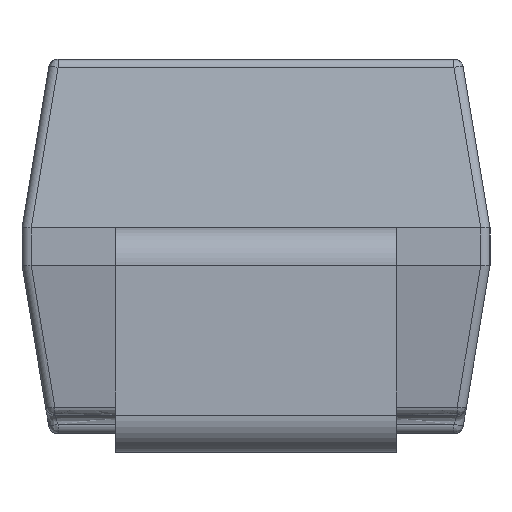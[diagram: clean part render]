
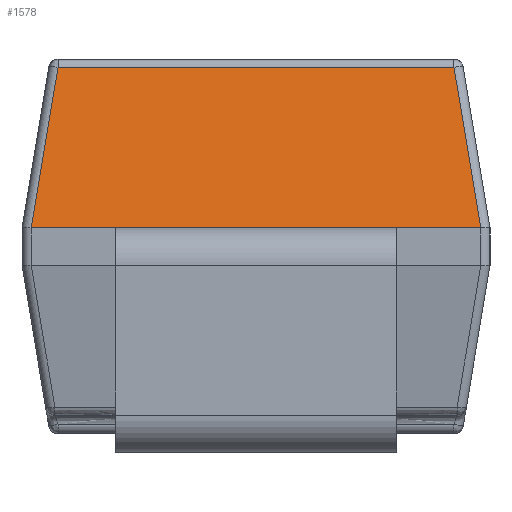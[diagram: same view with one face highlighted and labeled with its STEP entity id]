
A CAD part, left-side view. The second image highlights one B-rep face of the part: STEP entity #1578.
In plain terms, the highlighted free-form (B-spline) face has degree [1, 1] with [2, 2] control points.
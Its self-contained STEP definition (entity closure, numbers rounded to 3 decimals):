
#1165 = VERTEX_POINT('',#1166);
#1166 = CARTESIAN_POINT('',(-2.15,0.75,1.202));
#1173 = EDGE_CURVE('',#1165,#1174,#1176,.T.);
#1174 = VERTEX_POINT('',#1175);
#1175 = CARTESIAN_POINT('',(-2.15,1.2,1.202));
#1176 = B_SPLINE_CURVE_WITH_KNOTS('',1,(#1177,#1178),.UNSPECIFIED.,.F.,
  .F.,(2,2),(-0.5,-0.05),.PIECEWISE_BEZIER_KNOTS.);
#1177 = CARTESIAN_POINT('',(-2.15,0.75,1.202));
#1178 = CARTESIAN_POINT('',(-2.15,1.2,1.202));
#1475 = VERTEX_POINT('',#1476);
#1476 = CARTESIAN_POINT('',(-2.15,-0.75,1.202));
#1489 = VERTEX_POINT('',#1490);
#1490 = CARTESIAN_POINT('',(-2.15,-1.2,1.202));
#1495 = EDGE_CURVE('',#1489,#1475,#1496,.T.);
#1496 = B_SPLINE_CURVE_WITH_KNOTS('',1,(#1497,#1498),.UNSPECIFIED.,.F.,
  .F.,(2,2),(-2.45,-2.),.PIECEWISE_BEZIER_KNOTS.);
#1497 = CARTESIAN_POINT('',(-2.15,-1.2,1.202));
#1498 = CARTESIAN_POINT('',(-2.15,-0.75,1.202));
#1578 = ADVANCED_FACE('',(#1579),#1625,.T.);
#1579 = FACE_BOUND('',#1580,.T.);
#1580 = EDGE_LOOP('',(#1581,#1590,#1597,#1598,#1603,#1604,#1613,#1620));
#1581 = ORIENTED_EDGE('',*,*,#1582,.T.);
#1582 = EDGE_CURVE('',#1583,#1585,#1587,.T.);
#1583 = VERTEX_POINT('',#1584);
#1584 = CARTESIAN_POINT('',(-2.007,1.058,
    2.06));
#1585 = VERTEX_POINT('',#1586);
#1586 = CARTESIAN_POINT('',(-2.15,1.201,1.202)
  );
#1587 = B_SPLINE_CURVE_WITH_KNOTS('',1,(#1588,#1589),.UNSPECIFIED.,.F.,
  .F.,(2,2),(0.213,1.095),.PIECEWISE_BEZIER_KNOTS.);
#1588 = CARTESIAN_POINT('',(-2.007,1.058,
    2.06));
#1589 = CARTESIAN_POINT('',(-2.15,1.201,1.202)
  );
#1590 = ORIENTED_EDGE('',*,*,#1591,.T.);
#1591 = EDGE_CURVE('',#1585,#1174,#1592,.T.);
#1592 = ( BOUNDED_CURVE() B_SPLINE_CURVE(3,(#1593,#1594,#1595,#1596),
.UNSPECIFIED.,.F.,.F.) B_SPLINE_CURVE_WITH_KNOTS((4,4),(3.128,
3.142),.PIECEWISE_BEZIER_KNOTS.) CURVE() 
GEOMETRIC_REPRESENTATION_ITEM() RATIONAL_B_SPLINE_CURVE((1.,
1.,1.,1.)) REPRESENTATION_ITEM('') );
#1593 = CARTESIAN_POINT('',(-2.15,1.201,1.202)
  );
#1594 = CARTESIAN_POINT('',(-2.15,1.2,
    1.202));
#1595 = CARTESIAN_POINT('',(-2.15,1.2,1.202));
#1596 = CARTESIAN_POINT('',(-2.15,1.2,1.202));
#1597 = ORIENTED_EDGE('',*,*,#1173,.F.);
#1598 = ORIENTED_EDGE('',*,*,#1599,.F.);
#1599 = EDGE_CURVE('',#1475,#1165,#1600,.T.);
#1600 = B_SPLINE_CURVE_WITH_KNOTS('',1,(#1601,#1602),.UNSPECIFIED.,.F.,
  .F.,(2,2),(-2.,-0.5),.PIECEWISE_BEZIER_KNOTS.);
#1601 = CARTESIAN_POINT('',(-2.15,-0.75,1.202));
#1602 = CARTESIAN_POINT('',(-2.15,0.75,1.202));
#1603 = ORIENTED_EDGE('',*,*,#1495,.F.);
#1604 = ORIENTED_EDGE('',*,*,#1605,.T.);
#1605 = EDGE_CURVE('',#1489,#1606,#1608,.T.);
#1606 = VERTEX_POINT('',#1607);
#1607 = CARTESIAN_POINT('',(-2.15,-1.201,1.202
    ));
#1608 = ( BOUNDED_CURVE() B_SPLINE_CURVE(3,(#1609,#1610,#1611,#1612),
.UNSPECIFIED.,.F.,.F.) B_SPLINE_CURVE_WITH_KNOTS((4,4),(3.142,
3.155),.PIECEWISE_BEZIER_KNOTS.) CURVE() 
GEOMETRIC_REPRESENTATION_ITEM() RATIONAL_B_SPLINE_CURVE((1.,
1.,1.,1.)) REPRESENTATION_ITEM('') );
#1609 = CARTESIAN_POINT('',(-2.15,-1.2,1.202));
#1610 = CARTESIAN_POINT('',(-2.15,-1.2,1.202));
#1611 = CARTESIAN_POINT('',(-2.15,-1.2,
    1.202));
#1612 = CARTESIAN_POINT('',(-2.15,-1.201,1.202
    ));
#1613 = ORIENTED_EDGE('',*,*,#1614,.T.);
#1614 = EDGE_CURVE('',#1606,#1615,#1617,.T.);
#1615 = VERTEX_POINT('',#1616);
#1616 = CARTESIAN_POINT('',(-2.007,-1.058,
    2.06));
#1617 = B_SPLINE_CURVE_WITH_KNOTS('',1,(#1618,#1619),.UNSPECIFIED.,.F.,
  .F.,(2,2),(-1.095,-0.213),.PIECEWISE_BEZIER_KNOTS.);
#1618 = CARTESIAN_POINT('',(-2.15,-1.201,1.202
    ));
#1619 = CARTESIAN_POINT('',(-2.007,-1.058,
    2.06));
#1620 = ORIENTED_EDGE('',*,*,#1621,.T.);
#1621 = EDGE_CURVE('',#1615,#1583,#1622,.T.);
#1622 = B_SPLINE_CURVE_WITH_KNOTS('',1,(#1623,#1624),.UNSPECIFIED.,.F.,
  .F.,(2,2),(-2.158,-0.042),
  .PIECEWISE_BEZIER_KNOTS.);
#1623 = CARTESIAN_POINT('',(-2.007,-1.058,
    2.06));
#1624 = CARTESIAN_POINT('',(-2.007,1.058,
    2.06));
#1625 = B_SPLINE_SURFACE_WITH_KNOTS('',1,1,(
    (#1626,#1627)
    ,(#1628,#1629
    )),.UNSPECIFIED.,.F.,.F.,.F.,(2,2),(2,2),(-1.201,
    1.201),(0.042,0.912),
  .PIECEWISE_BEZIER_KNOTS.);
#1626 = CARTESIAN_POINT('',(-2.007,-1.201,
    2.06));
#1627 = CARTESIAN_POINT('',(-2.15,-1.201,1.202));
#1628 = CARTESIAN_POINT('',(-2.007,1.201,2.06
    ));
#1629 = CARTESIAN_POINT('',(-2.15,1.201,1.202));
